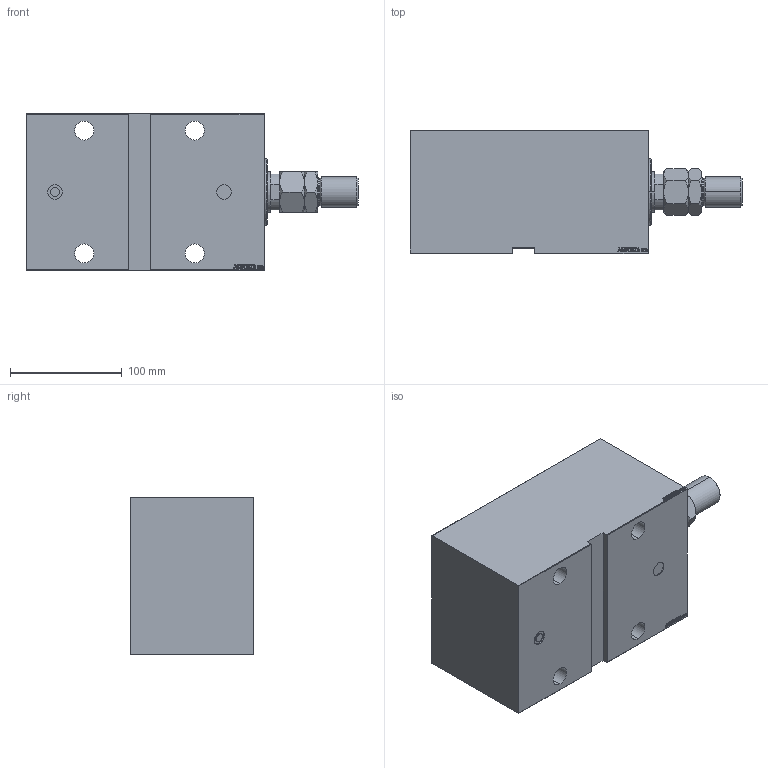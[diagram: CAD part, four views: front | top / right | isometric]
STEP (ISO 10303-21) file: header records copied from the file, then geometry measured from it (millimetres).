
FILE_DESCRIPTION (( 'STEP AP203' ), '1' );
FILE_NAME ('d4c7.STEP', '2024-02-23T00:56:04', ( '' ), ( '' ), 'SwSTEP 2.0', 'SolidWorks 2019', '' );
FILE_SCHEMA (( 'CONFIG_CONTROL_DESIGN' ));
Length unit declared in the file: millimetre
Products named in the file (5): V450CM_E_Body 5968d942a798a2a219f850ac150a7b72; MTA 5968d942a798a2a219f850ac150a7b72; V450CM_E_VCP 5968d942a798a2a219f850ac150a7b72; d4c7; V450CM_VC_B 5968d942a798a2a219f850ac150a7b72
Assembly tree (4 placements, depth 2):
  d4c7
    V450CM_E_Body 5968d942a798a2a219f850ac150a7b72
    V450CM_E_VCP 5968d942a798a2a219f850ac150a7b72
    V450CM_VC_B 5968d942a798a2a219f850ac150a7b72
    MTA 5968d942a798a2a219f850ac150a7b72
Bounding box: 297 x 110 x 140 mm (x, y, z)
Volume: 2729688 mm3; surface area: 285590.4 mm2
Topology: 4 solids, 4 shells, 898 faces, 2284 edges, 1503 vertices
Faces by surface type: plane 424, bspline 380, cylinder 50, cone 42, torus 2
Entity records: 44561 total; most frequent: CARTESIAN_POINT 24934, ORIENTED_EDGE 4564, DIRECTION 2656, EDGE_CURVE 2282, VERTEX_POINT 1503, LINE 1326, VECTOR 1326, EDGE_LOOP 1019
